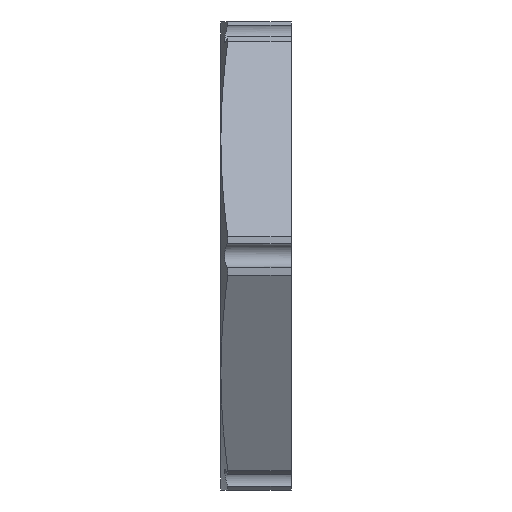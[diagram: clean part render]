
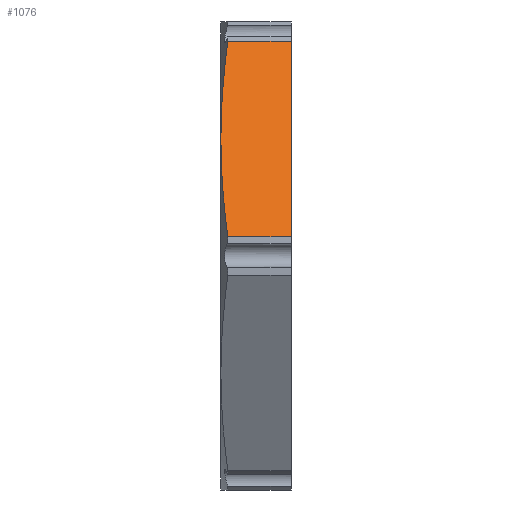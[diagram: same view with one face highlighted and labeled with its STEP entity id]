
A CAD part, left-side view. The second image highlights one B-rep face of the part: STEP entity #1076.
In plain terms, the highlighted planar face has unit normal (-0.866, 0, 0.5).
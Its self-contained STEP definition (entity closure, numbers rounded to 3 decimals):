
#151=DIRECTION('',(-0.5,0.,-0.866));
#152=VECTOR('',#151,19.271);
#153=CARTESIAN_POINT('',(-12.503,0.,18.344));
#154=LINE('',#153,#152);
#298=CARTESIAN_POINT('',(-22.138,5.411,1.656));
#299=CARTESIAN_POINT('',(-21.937,5.457,2.005));
#300=CARTESIAN_POINT('',(-21.534,5.546,2.703));
#301=CARTESIAN_POINT('',(-20.93,5.664,3.748));
#302=CARTESIAN_POINT('',(-20.328,5.766,4.792));
#303=CARTESIAN_POINT('',(-19.727,5.85,5.832));
#304=CARTESIAN_POINT('',(-19.123,5.917,6.878));
#305=CARTESIAN_POINT('',(-18.521,5.965,7.92));
#306=CARTESIAN_POINT('',(-17.92,5.994,8.961));
#307=CARTESIAN_POINT('',(-17.52,6.,9.654));
#308=CARTESIAN_POINT('',(-17.321,6.,10.));
#361=DIRECTION('',(0.,1.,0.));
#362=VECTOR('',#361,5.411);
#363=CARTESIAN_POINT('',(-22.138,0.,1.656));
#364=LINE('',#363,#362);
#408=CARTESIAN_POINT('',(-17.321,6.,10.));
#409=CARTESIAN_POINT('',(-17.121,6.,10.346));
#410=CARTESIAN_POINT('',(-16.721,5.994,11.039));
#411=CARTESIAN_POINT('',(-16.12,5.965,12.08));
#412=CARTESIAN_POINT('',(-15.518,5.917,13.122));
#413=CARTESIAN_POINT('',(-14.914,5.85,14.168));
#414=CARTESIAN_POINT('',(-14.313,5.766,15.208));
#415=CARTESIAN_POINT('',(-13.711,5.664,16.252));
#416=CARTESIAN_POINT('',(-13.107,5.546,17.297));
#417=CARTESIAN_POINT('',(-12.704,5.457,17.995));
#418=CARTESIAN_POINT('',(-12.503,5.411,18.344));
#444=DIRECTION('',(0.,-1.,0.));
#445=VECTOR('',#444,5.411);
#446=CARTESIAN_POINT('',(-12.503,5.411,18.344));
#447=LINE('',#446,#445);
#745=CARTESIAN_POINT('',(-17.321,6.,10.));
#746=VERTEX_POINT('',#745);
#768=CARTESIAN_POINT('',(-22.138,5.411,1.656));
#769=VERTEX_POINT('',#768);
#778=VERTEX_POINT('',#418);
#781=CARTESIAN_POINT('',(-22.138,0.,1.656));
#783=VERTEX_POINT('',#781);
#851=CARTESIAN_POINT('',(-12.503,0.,18.344));
#852=VERTEX_POINT('',#851);
#1061=CARTESIAN_POINT('',(-22.138,6.,1.656));
#1062=DIRECTION('',(0.866,0.,-0.5));
#1063=DIRECTION('',(-0.5,0.,-0.866));
#1064=AXIS2_PLACEMENT_3D('',#1061,#1062,#1063);
#1065=PLANE('',#1064);
#1067=ORIENTED_EDGE('',*,*,#1066,.T.);
#1068=ORIENTED_EDGE('',*,*,#1049,.T.);
#1070=ORIENTED_EDGE('',*,*,#1069,.T.);
#1072=ORIENTED_EDGE('',*,*,#1071,.T.);
#1073=ORIENTED_EDGE('',*,*,#968,.T.);
#1074=EDGE_LOOP('',(#1067,#1068,#1070,#1072,#1073));
#1075=FACE_OUTER_BOUND('',#1074,.F.);
#1076=ADVANCED_FACE('',(#1075),#1065,.F.);
#309=B_SPLINE_CURVE_WITH_KNOTS('',3,(#298,#299,#300,#301,#302,#303,#304,#305,
#306,#307,#308),.UNSPECIFIED.,.F.,.F.,(4,1,1,1,1,1,1,1,4),(0.,0.125,0.25,
0.375,0.5,0.625,0.75,0.875,1.),.UNSPECIFIED.);
#419=B_SPLINE_CURVE_WITH_KNOTS('',3,(#408,#409,#410,#411,#412,#413,#414,#415,
#416,#417,#418),.UNSPECIFIED.,.F.,.F.,(4,1,1,1,1,1,1,1,4),(0.,0.125,0.25,
0.375,0.5,0.625,0.75,0.875,1.),.UNSPECIFIED.);
#968=EDGE_CURVE('',#852,#783,#154,.T.);
#1049=EDGE_CURVE('',#769,#746,#309,.T.);
#1066=EDGE_CURVE('',#783,#769,#364,.T.);
#1069=EDGE_CURVE('',#746,#778,#419,.T.);
#1071=EDGE_CURVE('',#778,#852,#447,.T.);
